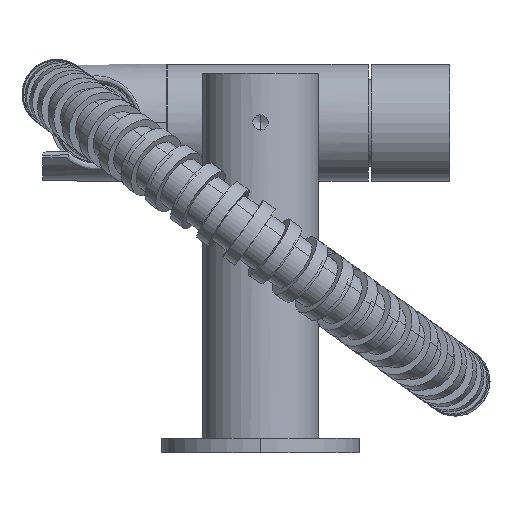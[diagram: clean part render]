
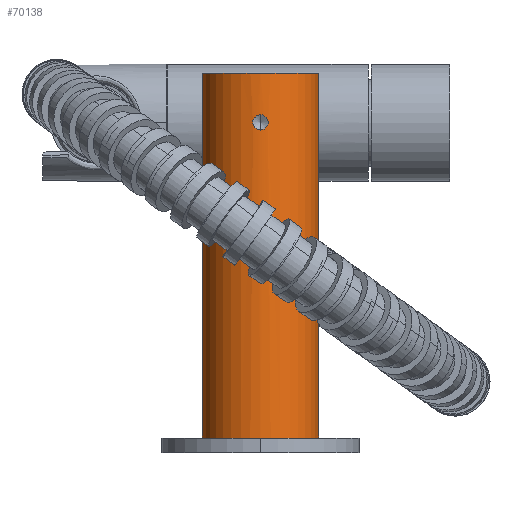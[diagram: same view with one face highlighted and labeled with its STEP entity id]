
A CAD part, front view. The second image highlights one B-rep face of the part: STEP entity #70138.
In plain terms, the highlighted cylindrical face has radius 16 mm (diameter 32 mm), a partial arc.
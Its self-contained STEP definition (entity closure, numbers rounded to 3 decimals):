
#118 = CARTESIAN_POINT ( 'NONE',  ( -16., -211.607, 284.623 ) ) ;
#221 = CARTESIAN_POINT ( 'NONE',  ( 0., -211.607, 384.623 ) ) ;
#395 = CARTESIAN_POINT ( 'NONE',  ( 0., -227.607, 373.223 ) ) ;
#3475 = DIRECTION ( 'NONE',  ( -1., 0., 0. ) ) ;
#3761 = DIRECTION ( 'NONE',  ( 0., 0., -1. ) ) ;
#4696 = EDGE_CURVE ( 'NONE', #58544, #94761, #12261, .T. ) ;
#5068 = CIRCLE ( 'NONE', #52913, 16. ) ;
#6345 = CARTESIAN_POINT ( 'NONE',  ( 0., -227.607, 369.023 ) ) ;
#7041 = CARTESIAN_POINT ( 'NONE',  ( 0., -227.607, 373.223 ) ) ;
#8963 = CARTESIAN_POINT ( 'NONE',  ( 0., -227.607, 369.023 ) ) ;
#9674 = CARTESIAN_POINT ( 'NONE',  ( -2.086, -227.47, 371.399 ) ) ;
#10100 = FACE_BOUND ( 'NONE', #40927, .T. ) ;
#11770 = CARTESIAN_POINT ( 'NONE',  ( -1.388, -227.546, 369.542 ) ) ;
#12261 = LINE ( 'NONE', #33669, #63788 ) ;
#14848 = DIRECTION ( 'NONE',  ( 0., 0., -1. ) ) ;
#14969 = EDGE_CURVE ( 'NONE', #113689, #94761, #5068, .T. ) ;
#17027 = CARTESIAN_POINT ( 'NONE',  ( 1.886, -227.495, 372.056 ) ) ;
#17731 = CARTESIAN_POINT ( 'NONE',  ( 2.1, -227.468, 370.986 ) ) ;
#19114 = CARTESIAN_POINT ( 'NONE',  ( 0.278, -227.607, 369.023 ) ) ;
#19825 = CARTESIAN_POINT ( 'NONE',  ( 1.822, -227.503, 372.177 ) ) ;
#19981 = CARTESIAN_POINT ( 'NONE',  ( 16., -211.607, 284.623 ) ) ;
#20371 = CARTESIAN_POINT ( 'NONE',  ( -1.387, -227.547, 372.706 ) ) ;
#21812 = VERTEX_POINT ( 'NONE', #42541 ) ;
#22487 = CARTESIAN_POINT ( 'NONE',  ( -1.583, -227.528, 372.51 ) ) ;
#29136 = CARTESIAN_POINT ( 'NONE',  ( 1.823, -227.502, 370.073 ) ) ;
#29421 = ORIENTED_EDGE ( 'NONE', *, *, #4696, .T. ) ;
#31078 = CARTESIAN_POINT ( 'NONE',  ( -0.678, -227.593, 369.131 ) ) ;
#33669 = CARTESIAN_POINT ( 'NONE',  ( -16., -211.607, 284.623 ) ) ;
#36063 = EDGE_LOOP ( 'NONE', ( #73511, #60648, #29421, #84936 ) ) ;
#36571 = CARTESIAN_POINT ( 'NONE',  ( -16., -211.607, 384.623 ) ) ;
#39179 = B_SPLINE_CURVE_WITH_KNOTS ( 'NONE', 3,
 ( #8963, #53191, #109639, #42466, #31078, #65339, #96112, #53896, #11770, #86114, #84699, #96809, #118919, #97519, #9674, #54612, #74676, #139667, #118208, #141082, #22487, #20371, #63927, #87522, #140372, #129651, #43175, #130366, #76084, #395 ),
 .UNSPECIFIED., .F., .F.,
 ( 4, 2, 2, 2, 2, 2, 2, 2, 2, 2, 2, 2, 2, 2, 4 ),
 ( 0., 0., 0.001, 0.001, 0.002, 0.002, 0.003, 0.004, 0.004, 0.005, 0.005, 0.005, 0.006, 0.006, 0.007 ),
 .UNSPECIFIED. ) ;
#40529 = CARTESIAN_POINT ( 'NONE',  ( 2.033, -227.477, 370.581 ) ) ;
#40927 = EDGE_LOOP ( 'NONE', ( #88483, #131491 ) ) ;
#42466 = CARTESIAN_POINT ( 'NONE',  ( -0.544, -227.598, 369.091 ) ) ;
#42541 = CARTESIAN_POINT ( 'NONE',  ( 16., -211.607, 384.623 ) ) ;
#42576 = EDGE_CURVE ( 'NONE', #69804, #116908, #49674, .T. ) ;
#43126 = DIRECTION ( 'NONE',  ( 0., 0., -1. ) ) ;
#43175 = CARTESIAN_POINT ( 'NONE',  ( -0.546, -227.598, 373.156 ) ) ;
#43588 = AXIS2_PLACEMENT_3D ( 'NONE', #221, #109465, #43708 ) ;
#43708 = DIRECTION ( 'NONE',  ( -1., 0., 0. ) ) ;
#47499 = CARTESIAN_POINT ( 'NONE',  ( 0., -227.607, 369.023 ) ) ;
#47665 = CARTESIAN_POINT ( 'NONE',  ( 0., -211.607, 284.623 ) ) ;
#49674 = B_SPLINE_CURVE_WITH_KNOTS ( 'NONE', 3,
 ( #7041, #52654, #51245, #50563, #63383, #51946, #49863, #19825, #17027, #94873, #74131, #84872, #116968, #17731, #137051, #40529, #138418, #96282, #29136, #84166, #60593, #126293, #94186, #116264, #19114, #6345 ),
 .UNSPECIFIED., .F., .F.,
 ( 4, 2, 2, 2, 2, 2, 2, 2, 2, 2, 2, 2, 4 ),
 ( 0.007, 0.007, 0.008, 0.009, 0.009, 0.009, 0.01, 0.01, 0.011, 0.011, 0.012, 0.012, 0.013 ),
 .UNSPECIFIED. ) ;
#49863 = CARTESIAN_POINT ( 'NONE',  ( 1.669, -227.519, 372.405 ) ) ;
#50563 = CARTESIAN_POINT ( 'NONE',  ( 1.056, -227.574, 372.959 ) ) ;
#51245 = CARTESIAN_POINT ( 'NONE',  ( 0.551, -227.599, 373.168 ) ) ;
#51946 = CARTESIAN_POINT ( 'NONE',  ( 1.581, -227.529, 372.513 ) ) ;
#52654 = CARTESIAN_POINT ( 'NONE',  ( 0.274, -227.607, 373.223 ) ) ;
#52670 = CIRCLE ( 'NONE', #43588, 16. ) ;
#52913 = AXIS2_PLACEMENT_3D ( 'NONE', #73911, #43126, #85356 ) ;
#53191 = CARTESIAN_POINT ( 'NONE',  ( -0.139, -227.607, 369.023 ) ) ;
#53628 = CYLINDRICAL_SURFACE ( 'NONE', #85449, 16. ) ;
#53896 = CARTESIAN_POINT ( 'NONE',  ( -1.281, -227.556, 369.453 ) ) ;
#54612 = CARTESIAN_POINT ( 'NONE',  ( -2.033, -227.477, 371.669 ) ) ;
#57293 = CARTESIAN_POINT ( 'NONE',  ( 16., -211.607, 284.623 ) ) ;
#58544 = VERTEX_POINT ( 'NONE', #36571 ) ;
#60593 = CARTESIAN_POINT ( 'NONE',  ( 1.583, -227.528, 369.736 ) ) ;
#60648 = ORIENTED_EDGE ( 'NONE', *, *, #86357, .T. ) ;
#61168 = EDGE_CURVE ( 'NONE', #116908, #69804, #39179, .T. ) ;
#63383 = CARTESIAN_POINT ( 'NONE',  ( 1.29, -227.556, 372.803 ) ) ;
#63788 = VECTOR ( 'NONE', #110114, 1000. ) ;
#63927 = CARTESIAN_POINT ( 'NONE',  ( -1.281, -227.556, 372.793 ) ) ;
#65339 = CARTESIAN_POINT ( 'NONE',  ( -0.932, -227.58, 369.237 ) ) ;
#69804 = VERTEX_POINT ( 'NONE', #78100 ) ;
#70138 = ADVANCED_FACE ( 'NONE', ( #85137, #10100 ), #53628, .T. ) ;
#73511 = ORIENTED_EDGE ( 'NONE', *, *, #112156, .F. ) ;
#73911 = CARTESIAN_POINT ( 'NONE',  ( 0., -211.607, 284.623 ) ) ;
#74131 = CARTESIAN_POINT ( 'NONE',  ( 2.033, -227.477, 371.669 ) ) ;
#74676 = CARTESIAN_POINT ( 'NONE',  ( -1.993, -227.482, 371.8 ) ) ;
#76084 = CARTESIAN_POINT ( 'NONE',  ( -0.137, -227.607, 373.223 ) ) ;
#78100 = CARTESIAN_POINT ( 'NONE',  ( 0., -227.607, 373.223 ) ) ;
#84166 = CARTESIAN_POINT ( 'NONE',  ( 1.671, -227.519, 369.844 ) ) ;
#84231 = VECTOR ( 'NONE', #3761, 1000. ) ;
#84699 = CARTESIAN_POINT ( 'NONE',  ( -1.835, -227.501, 370.067 ) ) ;
#84872 = CARTESIAN_POINT ( 'NONE',  ( 2.086, -227.47, 371.4 ) ) ;
#84936 = ORIENTED_EDGE ( 'NONE', *, *, #14969, .F. ) ;
#85137 = FACE_OUTER_BOUND ( 'NONE', #36063, .T. ) ;
#85356 = DIRECTION ( 'NONE',  ( -1., 0., 0. ) ) ;
#85449 = AXIS2_PLACEMENT_3D ( 'NONE', #47665, #14848, #3475 ) ;
#86114 = CARTESIAN_POINT ( 'NONE',  ( -1.679, -227.519, 369.832 ) ) ;
#86357 = EDGE_CURVE ( 'NONE', #21812, #58544, #52670, .T. ) ;
#87522 = CARTESIAN_POINT ( 'NONE',  ( -1.054, -227.572, 372.945 ) ) ;
#88483 = ORIENTED_EDGE ( 'NONE', *, *, #61168, .T. ) ;
#94186 = CARTESIAN_POINT ( 'NONE',  ( 1.059, -227.573, 369.289 ) ) ;
#94761 = VERTEX_POINT ( 'NONE', #118 ) ;
#94873 = CARTESIAN_POINT ( 'NONE',  ( 1.992, -227.482, 371.802 ) ) ;
#96112 = CARTESIAN_POINT ( 'NONE',  ( -1.052, -227.572, 369.301 ) ) ;
#96282 = CARTESIAN_POINT ( 'NONE',  ( 1.888, -227.495, 370.193 ) ) ;
#96809 = CARTESIAN_POINT ( 'NONE',  ( -2.045, -227.476, 370.572 ) ) ;
#97519 = CARTESIAN_POINT ( 'NONE',  ( -2.1, -227.468, 371.26 ) ) ;
#100878 = LINE ( 'NONE', #57293, #84231 ) ;
#109465 = DIRECTION ( 'NONE',  ( 0., 0., -1. ) ) ;
#109639 = CARTESIAN_POINT ( 'NONE',  ( -0.275, -227.605, 369.037 ) ) ;
#110114 = DIRECTION ( 'NONE',  ( 0., 0., -1. ) ) ;
#112156 = EDGE_CURVE ( 'NONE', #21812, #113689, #100878, .T. ) ;
#113689 = VERTEX_POINT ( 'NONE', #19981 ) ;
#116264 = CARTESIAN_POINT ( 'NONE',  ( 0.554, -227.599, 369.079 ) ) ;
#116908 = VERTEX_POINT ( 'NONE', #47499 ) ;
#116968 = CARTESIAN_POINT ( 'NONE',  ( 2.1, -227.468, 371.264 ) ) ;
#118208 = CARTESIAN_POINT ( 'NONE',  ( -1.822, -227.503, 372.177 ) ) ;
#118919 = CARTESIAN_POINT ( 'NONE',  ( -2.1, -227.468, 370.848 ) ) ;
#126293 = CARTESIAN_POINT ( 'NONE',  ( 1.293, -227.555, 369.446 ) ) ;
#129651 = CARTESIAN_POINT ( 'NONE',  ( -0.677, -227.593, 373.116 ) ) ;
#130366 = CARTESIAN_POINT ( 'NONE',  ( -0.276, -227.605, 373.21 ) ) ;
#131491 = ORIENTED_EDGE ( 'NONE', *, *, #42576, .T. ) ;
#137051 = CARTESIAN_POINT ( 'NONE',  ( 2.087, -227.47, 370.85 ) ) ;
#138418 = CARTESIAN_POINT ( 'NONE',  ( 1.993, -227.482, 370.447 ) ) ;
#139667 = CARTESIAN_POINT ( 'NONE',  ( -1.888, -227.495, 372.054 ) ) ;
#140372 = CARTESIAN_POINT ( 'NONE',  ( -0.931, -227.58, 373.011 ) ) ;
#141082 = CARTESIAN_POINT ( 'NONE',  ( -1.67, -227.519, 372.404 ) ) ;
